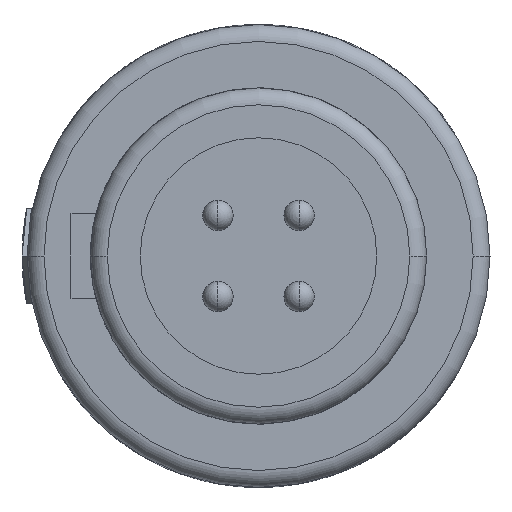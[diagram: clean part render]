
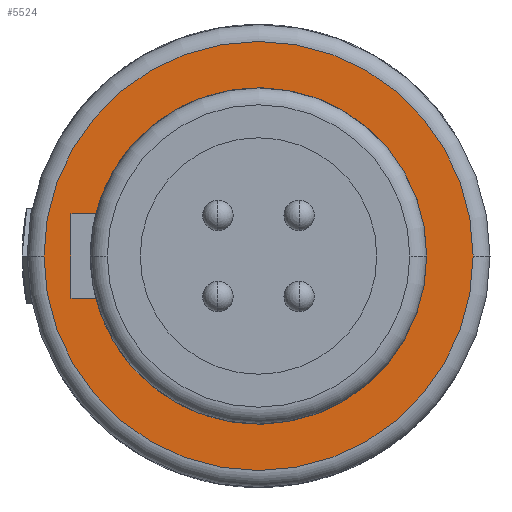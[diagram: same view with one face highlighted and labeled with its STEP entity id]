
A CAD part, left-side view. The second image highlights one B-rep face of the part: STEP entity #5524.
In plain terms, the highlighted planar face has unit normal (-1, 0, 0).
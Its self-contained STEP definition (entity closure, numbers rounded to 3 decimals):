
#1834=CARTESIAN_POINT('',(-6.7,0.,0.));
#1835=DIRECTION('',(-1.,0.,0.));
#1836=DIRECTION('',(0.,-1.,0.));
#1837=AXIS2_PLACEMENT_3D('',#1834,#1835,#1836);
#1839=CARTESIAN_POINT('',(-6.7,0.,0.));
#1840=DIRECTION('',(-1.,0.,0.));
#1841=DIRECTION('',(0.,1.,0.));
#1842=AXIS2_PLACEMENT_3D('',#1839,#1840,#1841);
#1844=DIRECTION('',(0.,1.,0.));
#1845=VECTOR('',#1844,0.735);
#1846=CARTESIAN_POINT('',(-6.7,4.815,-1.25));
#1847=LINE('',#1846,#1845);
#1848=DIRECTION('',(0.,1.,0.));
#1849=VECTOR('',#1848,0.735);
#1850=CARTESIAN_POINT('',(-6.7,4.815,1.25));
#1851=LINE('',#1850,#1849);
#1852=DIRECTION('',(0.,0.,1.));
#1853=VECTOR('',#1852,2.5);
#1854=CARTESIAN_POINT('',(-6.7,5.55,-1.25));
#1855=LINE('',#1854,#1853);
#1890=CARTESIAN_POINT('',(-6.7,0.,0.));
#1891=DIRECTION('',(1.,0.,0.));
#1892=DIRECTION('',(0.,0.968,0.251));
#1893=AXIS2_PLACEMENT_3D('',#1890,#1891,#1892);
#1918=CARTESIAN_POINT('',(-6.7,0.,0.));
#1919=DIRECTION('',(-1.,0.,0.));
#1920=DIRECTION('',(0.,0.968,-0.251));
#1921=AXIS2_PLACEMENT_3D('',#1918,#1919,#1920);
#2723=CARTESIAN_POINT('',(-6.7,-6.35,0.));
#2724=CARTESIAN_POINT('',(-6.7,6.35,0.));
#2725=VERTEX_POINT('',#2723);
#2726=VERTEX_POINT('',#2724);
#2739=CARTESIAN_POINT('',(-6.7,-4.975,0.));
#2740=VERTEX_POINT('',#2739);
#3069=CARTESIAN_POINT('',(-6.7,5.55,-1.25));
#3070=VERTEX_POINT('',#3069);
#3073=CARTESIAN_POINT('',(-6.7,5.55,1.25));
#3074=VERTEX_POINT('',#3073);
#3075=CARTESIAN_POINT('',(-6.7,4.815,-1.25));
#3076=VERTEX_POINT('',#3075);
#3077=CARTESIAN_POINT('',(-6.7,4.815,1.25));
#3078=VERTEX_POINT('',#3077);
#5502=CARTESIAN_POINT('',(-6.7,0.,0.));
#5503=DIRECTION('',(1.,0.,0.));
#5504=DIRECTION('',(0.,-1.,0.));
#5505=AXIS2_PLACEMENT_3D('',#5502,#5503,#5504);
#5506=PLANE('',#5505);
#5508=ORIENTED_EDGE('',*,*,#5507,.F.);
#5509=ORIENTED_EDGE('',*,*,#5485,.F.);
#5510=EDGE_LOOP('',(#5508,#5509));
#5511=FACE_OUTER_BOUND('',#5510,.F.);
#5513=ORIENTED_EDGE('',*,*,#5512,.F.);
#5515=ORIENTED_EDGE('',*,*,#5514,.T.);
#5517=ORIENTED_EDGE('',*,*,#5516,.F.);
#5519=ORIENTED_EDGE('',*,*,#5518,.T.);
#5521=ORIENTED_EDGE('',*,*,#5520,.F.);
#5522=EDGE_LOOP('',(#5513,#5515,#5517,#5519,#5521));
#5523=FACE_BOUND('',#5522,.F.);
#1838=CIRCLE('',#1837,6.35);
#1843=CIRCLE('',#1842,6.35);
#1894=CIRCLE('',#1893,4.975);
#1922=CIRCLE('',#1921,4.975);
#5485=EDGE_CURVE('',#2726,#2725,#1843,.T.);
#5507=EDGE_CURVE('',#2725,#2726,#1838,.T.);
#5512=EDGE_CURVE('',#3076,#3070,#1847,.T.);
#5514=EDGE_CURVE('',#3076,#2740,#1922,.T.);
#5516=EDGE_CURVE('',#3078,#2740,#1894,.T.);
#5518=EDGE_CURVE('',#3078,#3074,#1851,.T.);
#5520=EDGE_CURVE('',#3070,#3074,#1855,.T.);
#5524=ADVANCED_FACE('',(#5511,#5523),#5506,.F.);
